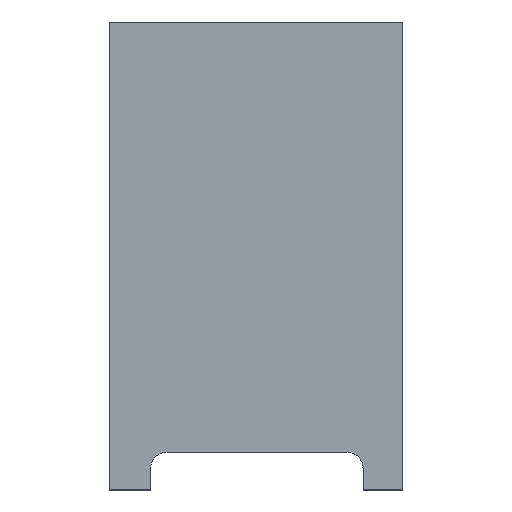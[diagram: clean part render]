
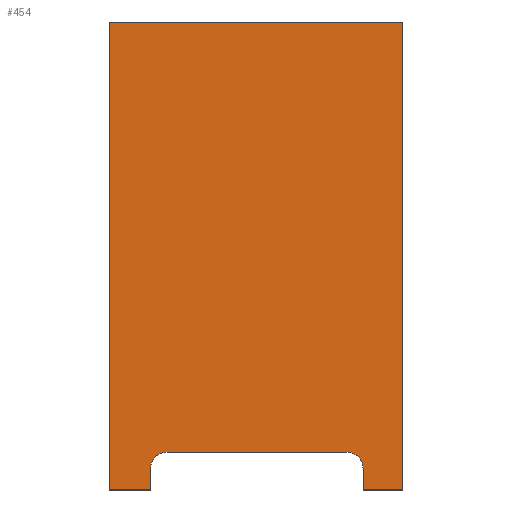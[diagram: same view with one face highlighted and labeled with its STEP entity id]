
A CAD part, top view. The second image highlights one B-rep face of the part: STEP entity #454.
In plain terms, the highlighted planar face has unit normal (0, 0, 1).
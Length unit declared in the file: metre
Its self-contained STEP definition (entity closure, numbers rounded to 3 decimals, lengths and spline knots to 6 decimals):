
#28=CIRCLE('',#682,0.001);
#29=CIRCLE('',#683,0.001);
#76=ORIENTED_EDGE('',*,*,#175,.F.);
#77=ORIENTED_EDGE('',*,*,#147,.T.);
#78=ORIENTED_EDGE('',*,*,#173,.T.);
#79=ORIENTED_EDGE('',*,*,#174,.F.);
#80=ORIENTED_EDGE('',*,*,#168,.F.);
#81=ORIENTED_EDGE('',*,*,#171,.T.);
#82=ORIENTED_EDGE('',*,*,#176,.T.);
#83=ORIENTED_EDGE('',*,*,#177,.F.);
#84=ORIENTED_EDGE('',*,*,#178,.T.);
#85=ORIENTED_EDGE('',*,*,#179,.F.);
#147=EDGE_CURVE('',#199,#201,#241,.T.);
#168=EDGE_CURVE('',#220,#221,#254,.T.);
#171=EDGE_CURVE('',#220,#222,#257,.T.);
#173=EDGE_CURVE('',#201,#223,#259,.T.);
#174=EDGE_CURVE('',#221,#223,#260,.T.);
#175=EDGE_CURVE('',#199,#224,#261,.T.);
#176=EDGE_CURVE('',#222,#225,#262,.T.);
#177=EDGE_CURVE('',#226,#225,#28,.T.);
#178=EDGE_CURVE('',#226,#227,#263,.T.);
#179=EDGE_CURVE('',#224,#227,#29,.T.);
#199=VERTEX_POINT('',#846);
#201=VERTEX_POINT('',#850);
#220=VERTEX_POINT('',#892);
#221=VERTEX_POINT('',#894);
#222=VERTEX_POINT('',#898);
#223=VERTEX_POINT('',#902);
#224=VERTEX_POINT('',#908);
#225=VERTEX_POINT('',#910);
#226=VERTEX_POINT('',#912);
#227=VERTEX_POINT('',#914);
#241=LINE('',#851,#279);
#254=LINE('',#893,#292);
#257=LINE('',#899,#295);
#259=LINE('',#903,#297);
#260=LINE('',#905,#298);
#261=LINE('',#907,#299);
#262=LINE('',#909,#300);
#263=LINE('',#913,#301);
#279=VECTOR('',#719,1.);
#292=VECTOR('',#752,1.);
#295=VECTOR('',#757,1.);
#297=VECTOR('',#761,1.);
#298=VECTOR('',#764,1.);
#299=VECTOR('',#767,1.);
#300=VECTOR('',#768,1.);
#301=VECTOR('',#771,1.);
#327=EDGE_LOOP('',(#76,#77,#78,#79,#80,#81,#82,#83,#84,#85));
#369=FACE_BOUND('',#327,.T.);
#404=PLANE('',#681);
#454=ADVANCED_FACE('Face appearance 1',(#369),#404,.T.);
#681=AXIS2_PLACEMENT_3D('',#906,#765,#766);
#682=AXIS2_PLACEMENT_3D('',#911,#769,#770);
#683=AXIS2_PLACEMENT_3D('',#915,#772,#773);
#719=DIRECTION('',(1.,0.,0.));
#752=DIRECTION('',(0.,1.,0.));
#757=DIRECTION('',(1.,0.,0.));
#761=DIRECTION('',(0.,1.,0.));
#764=DIRECTION('',(1.,0.,0.));
#765=DIRECTION('',(0.,0.,1.));
#766=DIRECTION('',(1.,0.,0.));
#767=DIRECTION('',(0.,1.,0.));
#768=DIRECTION('',(0.,1.,0.));
#769=DIRECTION('',(0.,0.,1.));
#770=DIRECTION('',(1.,0.,0.));
#771=DIRECTION('',(1.,0.,0.));
#772=DIRECTION('',(0.,0.,1.));
#773=DIRECTION('',(1.,0.,0.));
#846=CARTESIAN_POINT('',(0.0065,-0.0142,0.0016));
#850=CARTESIAN_POINT('',(0.0089,-0.0142,0.0016));
#851=CARTESIAN_POINT('',(0.,-0.0142,0.0016));
#892=CARTESIAN_POINT('',(-0.0089,-0.0142,0.0016));
#893=CARTESIAN_POINT('',(-0.0089,0.,0.0016));
#894=CARTESIAN_POINT('',(-0.0089,0.0142,0.0016));
#898=CARTESIAN_POINT('',(-0.0064,-0.0142,0.0016));
#899=CARTESIAN_POINT('',(0.,-0.0142,0.0016));
#902=CARTESIAN_POINT('',(0.0089,0.0142,0.0016));
#903=CARTESIAN_POINT('',(0.0089,0.,0.0016));
#905=CARTESIAN_POINT('',(0.,0.0142,0.0016));
#906=CARTESIAN_POINT('',(0.,0.,0.0016));
#907=CARTESIAN_POINT('',(0.0065,-0.01355,0.0016));
#908=CARTESIAN_POINT('',(0.0065,-0.0129,0.0016));
#909=CARTESIAN_POINT('',(-0.0064,-0.01355,0.0016));
#910=CARTESIAN_POINT('',(-0.0064,-0.0129,0.0016));
#911=CARTESIAN_POINT('',(-0.0054,-0.0129,0.0016));
#912=CARTESIAN_POINT('',(-0.0054,-0.0119,0.0016));
#913=CARTESIAN_POINT('',(0.00005,-0.0119,0.0016));
#914=CARTESIAN_POINT('',(0.0055,-0.0119,0.0016));
#915=CARTESIAN_POINT('',(0.0055,-0.0129,0.0016));
